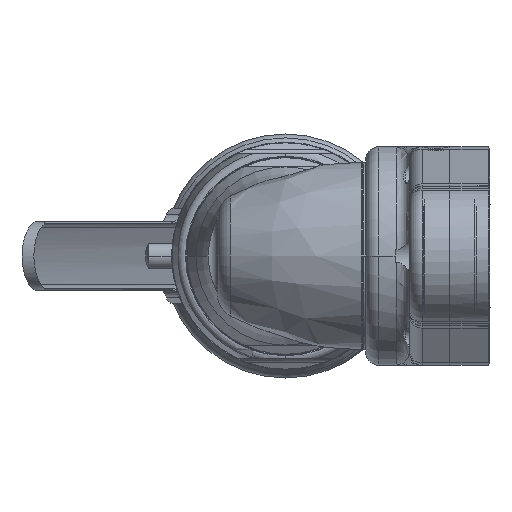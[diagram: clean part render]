
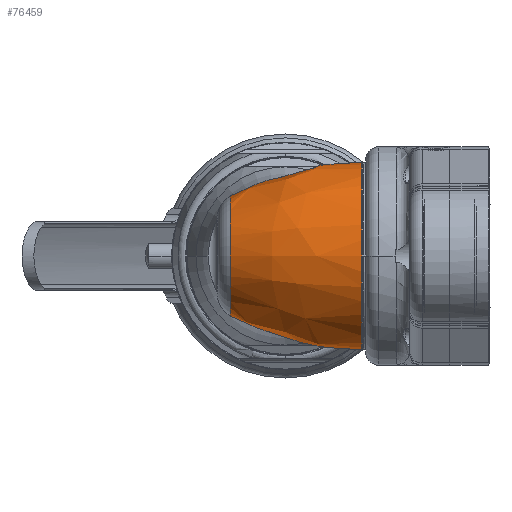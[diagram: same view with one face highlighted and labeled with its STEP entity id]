
A CAD part, left-side view. The second image highlights one B-rep face of the part: STEP entity #76459.
In plain terms, the highlighted free-form (B-spline) face has degree [3, 3] with [7, 4] control points.
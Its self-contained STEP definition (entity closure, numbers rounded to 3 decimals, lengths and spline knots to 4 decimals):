
#74914=CARTESIAN_POINT('',(-11.2603,0.4017,0.));
#74915=DIRECTION('',(0.,1.,0.));
#74916=DIRECTION('',(0.327,0.,-0.945));
#74917=AXIS2_PLACEMENT_3D('',#74914,#74915,#74916);
#74919=CARTESIAN_POINT('',(-11.2603,-0.5608,0.));
#74920=DIRECTION('',(0.,-1.,0.));
#74921=DIRECTION('',(0.713,0.,0.702));
#74922=AXIS2_PLACEMENT_3D('',#74919,#74920,#74921);
#75098=CARTESIAN_POINT('',(-11.1163,0.4017,
0.4165));
#75099=CARTESIAN_POINT('',(-11.1217,0.3911,
0.4245));
#75100=CARTESIAN_POINT('',(-11.1321,0.3701,
0.4396));
#75101=CARTESIAN_POINT('',(-11.1459,0.3397,
0.4595));
#75102=CARTESIAN_POINT('',(-11.1574,0.3104,
0.477));
#75103=CARTESIAN_POINT('',(-11.166,0.2823,
0.4923));
#75104=CARTESIAN_POINT('',(-11.1714,0.2549,
0.506));
#75105=CARTESIAN_POINT('',(-11.1732,0.2264,
0.5189));
#75106=CARTESIAN_POINT('',(-11.1703,0.1954,
0.5316));
#75107=CARTESIAN_POINT('',(-11.162,0.162,
0.5437));
#75108=CARTESIAN_POINT('',(-11.1485,0.1261,
0.5549));
#75109=CARTESIAN_POINT('',(-11.1304,0.0879,
0.5649));
#75110=CARTESIAN_POINT('',(-11.1092,0.0481,
0.5733));
#75111=CARTESIAN_POINT('',(-11.0853,0.0066,
0.5798));
#75112=CARTESIAN_POINT('',(-11.0585,-0.0377,
0.5845));
#75113=CARTESIAN_POINT('',(-11.0286,-0.0859,
0.5867));
#75114=CARTESIAN_POINT('',(-10.9952,-0.1387,
0.5859));
#75115=CARTESIAN_POINT('',(-10.9582,-0.1965,
0.5809));
#75116=CARTESIAN_POINT('',(-10.9175,-0.2595,
0.5705));
#75117=CARTESIAN_POINT('',(-10.8738,-0.3271,
0.5532));
#75118=CARTESIAN_POINT('',(-10.8264,-0.4006,
0.5268));
#75119=CARTESIAN_POINT('',(-10.7922,-0.454,
0.5004));
#75120=CARTESIAN_POINT('',(-10.7747,-0.4812,
0.4845));
#75193=CARTESIAN_POINT('',(-11.1163,0.4017,
0.4165));
#75230=CARTESIAN_POINT('',(-10.7747,-0.4812,
-0.4845));
#75231=CARTESIAN_POINT('',(-10.7917,-0.4547,
-0.5));
#75232=CARTESIAN_POINT('',(-10.8249,-0.4029,
-0.5257));
#75233=CARTESIAN_POINT('',(-10.871,-0.3315,
-0.5518));
#75234=CARTESIAN_POINT('',(-10.9134,-0.2659,
-0.5691));
#75235=CARTESIAN_POINT('',(-10.9528,-0.2048,
-0.5798));
#75236=CARTESIAN_POINT('',(-10.9889,-0.1486,
-0.5852));
#75237=CARTESIAN_POINT('',(-11.0213,-0.0975,
-0.5868));
#75238=CARTESIAN_POINT('',(-11.0503,-0.0511,
-0.5853));
#75239=CARTESIAN_POINT('',(-11.0763,-0.0085,
-0.5816));
#75240=CARTESIAN_POINT('',(-11.0994,0.031,
-0.5762));
#75241=CARTESIAN_POINT('',(-11.1204,0.0688,
-0.5691));
#75242=CARTESIAN_POINT('',(-11.1387,0.1048,
-0.5607));
#75243=CARTESIAN_POINT('',(-11.1534,0.1384,
-0.5512));
#75244=CARTESIAN_POINT('',(-11.1649,0.1718,
-0.5403));
#75245=CARTESIAN_POINT('',(-11.1724,0.2077,
-0.5269));
#75246=CARTESIAN_POINT('',(-11.173,0.2451,
-0.5107));
#75247=CARTESIAN_POINT('',(-11.1668,0.2804,
-0.4934));
#75248=CARTESIAN_POINT('',(-11.157,0.3118,
-0.4762));
#75249=CARTESIAN_POINT('',(-11.1459,0.3396,
-0.4595));
#75250=CARTESIAN_POINT('',(-11.1349,0.364,
-0.4436));
#75251=CARTESIAN_POINT('',(-11.1248,0.385,
-0.429));
#75252=CARTESIAN_POINT('',(-11.119,0.3965,
-0.4205));
#75253=CARTESIAN_POINT('',(-11.1163,0.4017,
-0.4165));
#75270=CARTESIAN_POINT('',(-11.1163,0.4017,
-0.4165));
#75467=CARTESIAN_POINT('',(-10.7704,-0.5608,0.4824));
#75468=CARTESIAN_POINT('',(-10.7704,-0.5474,
0.4824));
#75469=CARTESIAN_POINT('',(-10.7711,-0.5208,
0.4827));
#75470=CARTESIAN_POINT('',(-10.7733,-0.4944,
0.4838));
#75471=CARTESIAN_POINT('',(-10.7747,-0.4812,
0.4845));
#75589=CARTESIAN_POINT('',(-10.7747,-0.4812,
-0.4845));
#75590=CARTESIAN_POINT('',(-10.7733,-0.4944,
-0.4838));
#75591=CARTESIAN_POINT('',(-10.7711,-0.5208,
-0.4827));
#75592=CARTESIAN_POINT('',(-10.7704,-0.5474,
-0.4824));
#75593=CARTESIAN_POINT('',(-10.7704,-0.5608,-0.4824));
#76180=VERTEX_POINT('',#75193);
#76183=VERTEX_POINT('',#75270);
#76193=VERTEX_POINT('',#75467);
#76194=VERTEX_POINT('',#75471);
#76200=VERTEX_POINT('',#75589);
#76201=VERTEX_POINT('',#75593);
#76417=CARTESIAN_POINT('',(-10.7271,-0.5808,
-0.4339));
#76418=CARTESIAN_POINT('',(-10.7243,-0.2287,
-0.4361));
#76419=CARTESIAN_POINT('',(-10.7922,0.1124,
-0.3809));
#76420=CARTESIAN_POINT('',(-10.926,0.4193,
-0.272));
#76421=CARTESIAN_POINT('',(-11.2167,-0.5808,
-1.0356));
#76422=CARTESIAN_POINT('',(-11.2165,-0.2287,
-1.0409));
#76423=CARTESIAN_POINT('',(-11.222,0.1124,
-0.9091));
#76424=CARTESIAN_POINT('',(-11.233,0.4193,
-0.6492));
#76425=CARTESIAN_POINT('',(-11.9476,-0.5808,
-0.7757));
#76426=CARTESIAN_POINT('',(-11.9512,-0.2287,
-0.7797));
#76427=CARTESIAN_POINT('',(-11.8637,0.1124,
-0.681));
#76428=CARTESIAN_POINT('',(-11.6912,0.4193,
-0.4863));
#76429=CARTESIAN_POINT('',(-11.9476,-0.5808,0.));
#76430=CARTESIAN_POINT('',(-11.9512,-0.2287,0.));
#76431=CARTESIAN_POINT('',(-11.8637,0.1124,0.));
#76432=CARTESIAN_POINT('',(-11.6912,0.4193,0.));
#76433=CARTESIAN_POINT('',(-11.9476,-0.5808,
0.7757));
#76434=CARTESIAN_POINT('',(-11.9512,-0.2287,
0.7797));
#76435=CARTESIAN_POINT('',(-11.8637,0.1124,
0.681));
#76436=CARTESIAN_POINT('',(-11.6912,0.4193,
0.4863));
#76437=CARTESIAN_POINT('',(-11.2167,-0.5808,
1.0356));
#76438=CARTESIAN_POINT('',(-11.2165,-0.2287,
1.0409));
#76439=CARTESIAN_POINT('',(-11.222,0.1124,
0.9091));
#76440=CARTESIAN_POINT('',(-11.233,0.4193,
0.6492));
#76441=CARTESIAN_POINT('',(-10.7271,-0.5808,
0.4339));
#76442=CARTESIAN_POINT('',(-10.7243,-0.2287,
0.4361));
#76443=CARTESIAN_POINT('',(-10.7922,0.1124,
0.3809));
#76444=CARTESIAN_POINT('',(-10.926,0.4193,
0.272));
#76445=(BOUNDED_SURFACE()B_SPLINE_SURFACE(3,3,((#76417,#76418,#76419,#76420),(
#76421,#76422,#76423,#76424),(#76425,#76426,#76427,#76428),(#76429,#76430,
#76431,#76432),(#76433,#76434,#76435,#76436),(#76437,#76438,#76439,#76440),(
#76441,#76442,#76443,#76444)),.UNSPECIFIED.,.F.,.F.,.F.)B_SPLINE_SURFACE_WITH_KNOTS((4,3,4),(4,4),(0.,1.,2.),(0.,1.),.UNSPECIFIED.)GEOMETRIC_REPRESENTATION_ITEM()RATIONAL_B_SPLINE_SURFACE(((1.524,1.49,
1.49,1.524),(0.848,0.829,
0.829,0.848),(0.848,0.829,
0.829,0.848),(1.524,1.49,
1.49,1.524),(0.848,0.829,
0.829,0.848),(0.848,0.829,
0.829,0.848),(1.524,1.49,
1.49,1.524)))REPRESENTATION_ITEM('')SURFACE());
#76447=ORIENTED_EDGE('',*,*,#76446,.F.);
#76449=ORIENTED_EDGE('',*,*,#76448,.T.);
#76450=ORIENTED_EDGE('',*,*,#76410,.T.);
#76452=ORIENTED_EDGE('',*,*,#76451,.T.);
#76454=ORIENTED_EDGE('',*,*,#76453,.F.);
#76456=ORIENTED_EDGE('',*,*,#76455,.T.);
#76457=EDGE_LOOP('',(#76447,#76449,#76450,#76452,#76454,#76456));
#76458=FACE_OUTER_BOUND('',#76457,.F.);
#76459=ADVANCED_FACE('',(#76458),#76445,.T.);
#74918=CIRCLE('',#74917,0.4407);
#74923=CIRCLE('',#74922,0.6875);
#75121=B_SPLINE_CURVE_WITH_KNOTS('',3,(#75098,#75099,#75100,#75101,#75102,
#75103,#75104,#75105,#75106,#75107,#75108,#75109,#75110,#75111,#75112,#75113,
#75114,#75115,#75116,#75117,#75118,#75119,#75120),.UNSPECIFIED.,.F.,.F.,(4,1,1,
1,1,1,1,1,1,1,1,1,1,1,1,1,1,1,1,1,4),(0.,0.05,0.1,0.15,0.2,0.25,
0.3,0.35,0.4,0.45,0.5,0.55,0.6,0.65,0.7,0.75,0.8,0.85,
0.9,0.95,1.),.UNSPECIFIED.);
#75254=B_SPLINE_CURVE_WITH_KNOTS('',3,(#75230,#75231,#75232,#75233,#75234,
#75235,#75236,#75237,#75238,#75239,#75240,#75241,#75242,#75243,#75244,#75245,
#75246,#75247,#75248,#75249,#75250,#75251,#75252,#75253),.UNSPECIFIED.,.F.,.F.,(
4,1,1,1,1,1,1,1,1,1,1,1,1,1,1,1,1,1,1,1,1,4),(0.,0.0476,
0.0952,0.1429,0.1905,0.2381,
0.2857,0.3333,0.381,0.4286,
0.4762,0.5238,0.5714,0.619,
0.6667,0.7143,0.7619,0.8095,
0.8571,0.9048,0.9524,1.),.UNSPECIFIED.);
#75472=B_SPLINE_CURVE_WITH_KNOTS('',3,(#75467,#75468,#75469,#75470,#75471),
.UNSPECIFIED.,.F.,.F.,(4,1,4),(0.,0.5,1.),.UNSPECIFIED.);
#75594=B_SPLINE_CURVE_WITH_KNOTS('',3,(#75589,#75590,#75591,#75592,#75593),
.UNSPECIFIED.,.F.,.F.,(4,1,4),(0.,0.5,1.),.UNSPECIFIED.);
#76410=EDGE_CURVE('',#76183,#76180,#74918,.T.);
#76446=EDGE_CURVE('',#76200,#76201,#75594,.T.);
#76448=EDGE_CURVE('',#76200,#76183,#75254,.T.);
#76451=EDGE_CURVE('',#76180,#76194,#75121,.T.);
#76453=EDGE_CURVE('',#76193,#76194,#75472,.T.);
#76455=EDGE_CURVE('',#76193,#76201,#74923,.T.);
